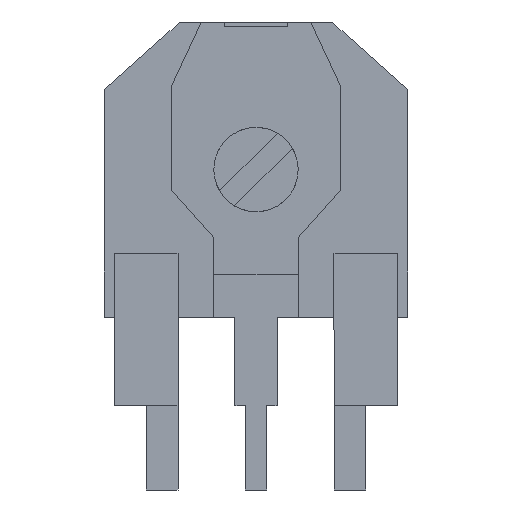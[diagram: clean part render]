
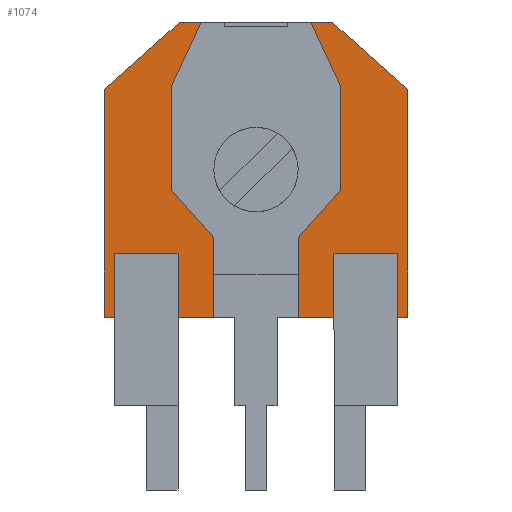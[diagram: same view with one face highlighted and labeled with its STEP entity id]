
A CAD part, front view. The second image highlights one B-rep face of the part: STEP entity #1074.
In plain terms, the highlighted planar face has unit normal (0, -1, 0).
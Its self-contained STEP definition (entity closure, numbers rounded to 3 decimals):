
#31 = EDGE_CURVE ( 'NONE', #2844, #199, #893, .T. ) ;
#38 = CARTESIAN_POINT ( 'NONE',  ( 3.6, -4., -3.5 ) ) ;
#72 = ORIENTED_EDGE ( 'NONE', *, *, #2633, .T. ) ;
#87 = CARTESIAN_POINT ( 'NONE',  ( -3.6, -4., 1.9 ) ) ;
#199 = VERTEX_POINT ( 'NONE', #1589 ) ;
#235 = VERTEX_POINT ( 'NONE', #1852 ) ;
#286 = VECTOR ( 'NONE', #1900, 1000. ) ;
#311 = DIRECTION ( 'NONE',  ( 0., 0., -1. ) ) ;
#326 = EDGE_CURVE ( 'NONE', #1775, #985, #3495, .T. ) ;
#330 = ORIENTED_EDGE ( 'NONE', *, *, #326, .T. ) ;
#385 = DIRECTION ( 'NONE',  ( 0., -1., 0. ) ) ;
#471 = VECTOR ( 'NONE', #3054, 1000. ) ;
#546 = CARTESIAN_POINT ( 'NONE',  ( -1.8, -4., 3.5 ) ) ;
#612 = PLANE ( 'NONE',  #1358 ) ;
#634 = EDGE_CURVE ( 'NONE', #1571, #779, #2907, .T. ) ;
#779 = VERTEX_POINT ( 'NONE', #2752 ) ;
#863 = ORIENTED_EDGE ( 'NONE', *, *, #3412, .T. ) ;
#871 = DIRECTION ( 'NONE',  ( 0., 0., -1. ) ) ;
#893 = LINE ( 'NONE', #2120, #1094 ) ;
#985 = VERTEX_POINT ( 'NONE', #2231 ) ;
#999 = DIRECTION ( 'NONE',  ( 0., 0., -1. ) ) ;
#1074 = ADVANCED_FACE ( 'NONE', ( #3201, #1379 ), #612, .F. ) ;
#1094 = VECTOR ( 'NONE', #3292, 1000. ) ;
#1147 = EDGE_CURVE ( 'NONE', #985, #2844, #3037, .T. ) ;
#1166 = ORIENTED_EDGE ( 'NONE', *, *, #3141, .F. ) ;
#1200 = AXIS2_PLACEMENT_3D ( 'NONE', #3295, #385, #311 ) ;
#1320 = VECTOR ( 'NONE', #871, 1000. ) ;
#1358 = AXIS2_PLACEMENT_3D ( 'NONE', #3354, #2681, #3019 ) ;
#1379 = FACE_BOUND ( 'NONE', #1484, .T. ) ;
#1442 = ORIENTED_EDGE ( 'NONE', *, *, #31, .T. ) ;
#1484 = EDGE_LOOP ( 'NONE', ( #1166, #2994 ) ) ;
#1531 = EDGE_CURVE ( 'NONE', #3088, #235, #2170, .T. ) ;
#1571 = VERTEX_POINT ( 'NONE', #3716 ) ;
#1589 = CARTESIAN_POINT ( 'NONE',  ( 1.8, -4., 3.5 ) ) ;
#1652 = VECTOR ( 'NONE', #2603, 1000. ) ;
#1733 = ORIENTED_EDGE ( 'NONE', *, *, #1147, .T. ) ;
#1775 = VERTEX_POINT ( 'NONE', #3905 ) ;
#1852 = CARTESIAN_POINT ( 'NONE',  ( -3.6, -4., 1.9 ) ) ;
#1900 = DIRECTION ( 'NONE',  ( -0.747, 0., -0.664 ) ) ;
#1951 = VECTOR ( 'NONE', #2310, 1000. ) ;
#2120 = CARTESIAN_POINT ( 'NONE',  ( 1.8, -4., 3.5 ) ) ;
#2170 = LINE ( 'NONE', #87, #286 ) ;
#2231 = CARTESIAN_POINT ( 'NONE',  ( 3.6, -4., -3.5 ) ) ;
#2310 = DIRECTION ( 'NONE',  ( -1., 0., 0. ) ) ;
#2359 = CARTESIAN_POINT ( 'NONE',  ( -1.8, -4., 3.5 ) ) ;
#2461 = CIRCLE ( 'NONE', #3850, 1. ) ;
#2483 = CARTESIAN_POINT ( 'NONE',  ( 0., -4., 0. ) ) ;
#2603 = DIRECTION ( 'NONE',  ( 1., 0., 0. ) ) ;
#2633 = EDGE_CURVE ( 'NONE', #199, #3088, #3839, .T. ) ;
#2680 = EDGE_LOOP ( 'NONE', ( #863, #330, #1733, #1442, #72, #3701 ) ) ;
#2681 = DIRECTION ( 'NONE',  ( 0., 1., 0. ) ) ;
#2752 = CARTESIAN_POINT ( 'NONE',  ( 0., -4., 1. ) ) ;
#2844 = VERTEX_POINT ( 'NONE', #3427 ) ;
#2907 = CIRCLE ( 'NONE', #1200, 1. ) ;
#2941 = CARTESIAN_POINT ( 'NONE',  ( -3.6, -4., -3.5 ) ) ;
#2994 = ORIENTED_EDGE ( 'NONE', *, *, #634, .F. ) ;
#3019 = DIRECTION ( 'NONE',  ( 0., 0., 1. ) ) ;
#3037 = LINE ( 'NONE', #38, #471 ) ;
#3054 = DIRECTION ( 'NONE',  ( 0., 0., 1. ) ) ;
#3088 = VERTEX_POINT ( 'NONE', #2359 ) ;
#3141 = EDGE_CURVE ( 'NONE', #779, #1571, #2461, .T. ) ;
#3201 = FACE_OUTER_BOUND ( 'NONE', #2680, .T. ) ;
#3230 = LINE ( 'NONE', #2941, #1320 ) ;
#3292 = DIRECTION ( 'NONE',  ( -0.747, 0., 0.664 ) ) ;
#3295 = CARTESIAN_POINT ( 'NONE',  ( 0., -4., 0. ) ) ;
#3354 = CARTESIAN_POINT ( 'NONE',  ( 0., -4., 0. ) ) ;
#3390 = DIRECTION ( 'NONE',  ( 0., -1., 0. ) ) ;
#3412 = EDGE_CURVE ( 'NONE', #235, #1775, #3230, .T. ) ;
#3427 = CARTESIAN_POINT ( 'NONE',  ( 3.6, -4., 1.9 ) ) ;
#3495 = LINE ( 'NONE', #3824, #1652 ) ;
#3701 = ORIENTED_EDGE ( 'NONE', *, *, #1531, .T. ) ;
#3716 = CARTESIAN_POINT ( 'NONE',  ( 0., -4., -1. ) ) ;
#3824 = CARTESIAN_POINT ( 'NONE',  ( -3.6, -4., -3.5 ) ) ;
#3839 = LINE ( 'NONE', #546, #1951 ) ;
#3850 = AXIS2_PLACEMENT_3D ( 'NONE', #2483, #3390, #999 ) ;
#3905 = CARTESIAN_POINT ( 'NONE',  ( -3.6, -4., -3.5 ) ) ;
